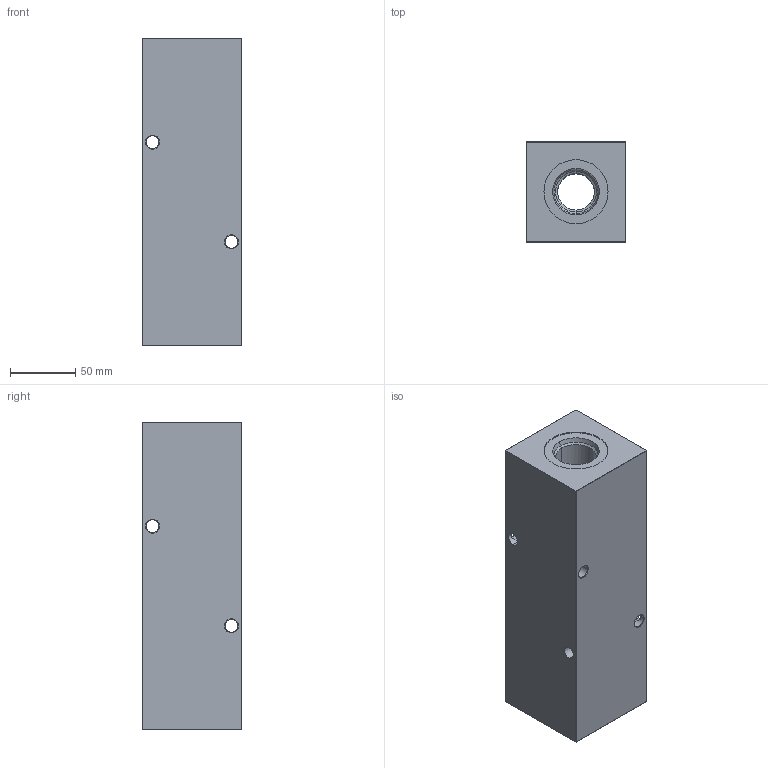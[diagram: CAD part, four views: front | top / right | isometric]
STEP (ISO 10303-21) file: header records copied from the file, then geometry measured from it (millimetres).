
FILE_DESCRIPTION (( 'STEP AP203' ), '1' );
FILE_NAME ('HM-3-0-S-16-10.STEP', '2020-10-27T20:36:56', ( '' ), ( '' ), 'SwSTEP 2.0', 'SolidWorks 2019', '' );
FILE_SCHEMA (( 'CONFIG_CONTROL_DESIGN' ));
Length unit declared in the file: inch
Products named in the file (1): HM-3-0-S-16-10
Bounding box: 76.2 x 76.2 x 234.95 mm (x, y, z)
Volume: 1161031.6 mm3; surface area: 113804.5 mm2
Topology: 1 solids, 1 shells, 525 faces, 1354 edges, 874 vertices
Faces by surface type: plane 235, bspline 200, cone 46, cylinder 44
Entity records: 25853 total; most frequent: CARTESIAN_POINT 14332, ORIENTED_EDGE 2708, DIRECTION 1686, EDGE_CURVE 1354, VERTEX_POINT 874, VECTOR 818, LINE 818, EDGE_LOOP 588
